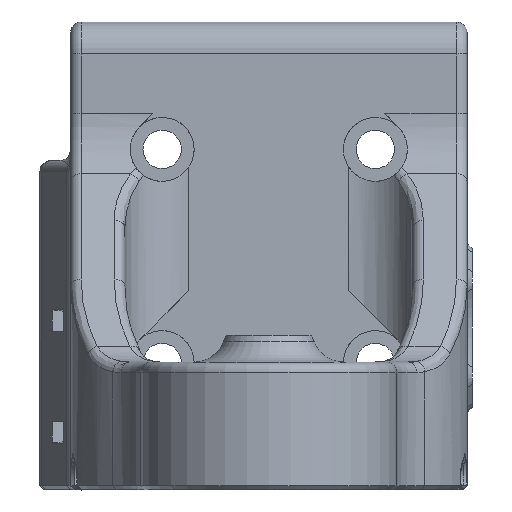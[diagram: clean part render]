
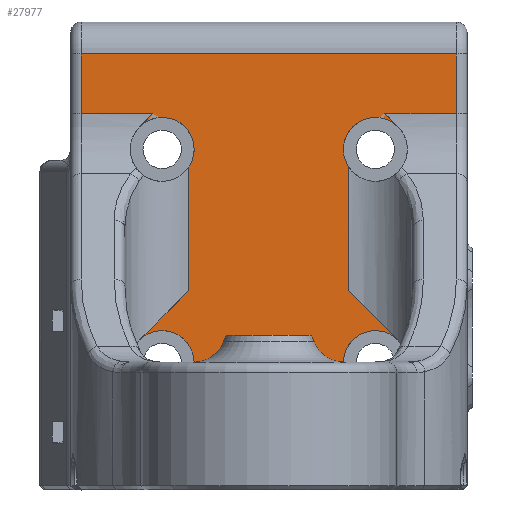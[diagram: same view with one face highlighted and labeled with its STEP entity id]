
A CAD part, front view. The second image highlights one B-rep face of the part: STEP entity #27977.
In plain terms, the highlighted planar face has unit normal (0, -1, 0).
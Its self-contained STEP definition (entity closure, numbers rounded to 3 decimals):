
#1453=CIRCLE('',#29738,3.);
#1457=CIRCLE('',#29745,3.);
#1475=CIRCLE('',#29779,3.);
#1476=CIRCLE('',#29780,3.);
#1477=CIRCLE('',#29781,3.);
#3152=FACE_OUTER_BOUND('',#4880,.T.);
#4880=EDGE_LOOP('',(#18961,#18962,#18963,#18964,#18965,#18966,#18967,#18968,
#18969,#18970,#18971,#18972,#18973,#18974,#18975,#18976,#18977));
#6810=LINE('',#42032,#9057);
#6811=LINE('',#42038,#9058);
#6814=LINE('',#42046,#9061);
#6815=LINE('',#42052,#9062);
#6817=LINE('',#42057,#9064);
#6820=LINE('',#42126,#9067);
#6823=LINE('',#42181,#9070);
#6831=LINE('',#42231,#9078);
#6841=LINE('',#42253,#9088);
#6842=LINE('',#42257,#9089);
#6843=LINE('',#42261,#9090);
#6844=LINE('',#42262,#9091);
#9057=VECTOR('',#32926,10.);
#9058=VECTOR('',#32931,10.);
#9061=VECTOR('',#32938,10.);
#9062=VECTOR('',#32943,10.);
#9064=VECTOR('',#32947,10.);
#9067=VECTOR('',#32962,10.);
#9070=VECTOR('',#32977,10.);
#9078=VECTOR('',#33033,10.);
#9088=VECTOR('',#33055,10.);
#9089=VECTOR('',#33060,10.);
#9090=VECTOR('',#33065,10.);
#9091=VECTOR('',#33066,10.);
#11564=VERTEX_POINT('',#42028);
#11565=VERTEX_POINT('',#42030);
#11566=VERTEX_POINT('',#42034);
#11568=VERTEX_POINT('',#42037);
#11570=VERTEX_POINT('',#42042);
#11571=VERTEX_POINT('',#42044);
#11572=VERTEX_POINT('',#42048);
#11574=VERTEX_POINT('',#42051);
#11575=VERTEX_POINT('',#42055);
#11576=VERTEX_POINT('',#42056);
#11584=VERTEX_POINT('',#42125);
#11592=VERTEX_POINT('',#42180);
#11600=VERTEX_POINT('',#42205);
#11602=VERTEX_POINT('',#42211);
#11612=VERTEX_POINT('',#42252);
#11613=VERTEX_POINT('',#42256);
#11614=VERTEX_POINT('',#42258);
#14328=EDGE_CURVE('',#11565,#11564,#6810,.T.);
#14330=EDGE_CURVE('',#11568,#11566,#6811,.T.);
#14334=EDGE_CURVE('',#11571,#11570,#6814,.T.);
#14336=EDGE_CURVE('',#11574,#11572,#6815,.T.);
#14338=EDGE_CURVE('',#11575,#11576,#6817,.T.);
#14344=EDGE_CURVE('',#11565,#11576,#1453,.T.);
#14350=EDGE_CURVE('',#11564,#11584,#6820,.T.);
#14360=EDGE_CURVE('',#11571,#11584,#1457,.T.);
#14362=EDGE_CURVE('',#11570,#11592,#6823,.T.);
#14386=EDGE_CURVE('',#11600,#11602,#6831,.T.);
#14397=EDGE_CURVE('',#11602,#11612,#6841,.T.);
#14399=EDGE_CURVE('',#11613,#11566,#6842,.T.);
#14400=EDGE_CURVE('',#11613,#11614,#1475,.T.);
#14401=EDGE_CURVE('',#11614,#11574,#1476,.T.);
#14402=EDGE_CURVE('',#11612,#11572,#6843,.T.);
#14403=EDGE_CURVE('',#11592,#11600,#6844,.T.);
#14404=EDGE_CURVE('',#11575,#11568,#1477,.T.);
#18961=ORIENTED_EDGE('',*,*,#14399,.F.);
#18962=ORIENTED_EDGE('',*,*,#14400,.T.);
#18963=ORIENTED_EDGE('',*,*,#14401,.T.);
#18964=ORIENTED_EDGE('',*,*,#14336,.T.);
#18965=ORIENTED_EDGE('',*,*,#14402,.F.);
#18966=ORIENTED_EDGE('',*,*,#14397,.F.);
#18967=ORIENTED_EDGE('',*,*,#14386,.F.);
#18968=ORIENTED_EDGE('',*,*,#14403,.F.);
#18969=ORIENTED_EDGE('',*,*,#14362,.F.);
#18970=ORIENTED_EDGE('',*,*,#14334,.F.);
#18971=ORIENTED_EDGE('',*,*,#14360,.T.);
#18972=ORIENTED_EDGE('',*,*,#14350,.F.);
#18973=ORIENTED_EDGE('',*,*,#14328,.F.);
#18974=ORIENTED_EDGE('',*,*,#14344,.T.);
#18975=ORIENTED_EDGE('',*,*,#14338,.F.);
#18976=ORIENTED_EDGE('',*,*,#14404,.T.);
#18977=ORIENTED_EDGE('',*,*,#14330,.T.);
#27162=PLANE('',#29778);
#27977=ADVANCED_FACE('',(#3152),#27162,.F.);
#29738=AXIS2_PLACEMENT_3D('',#42078,#32955,#32956);
#29745=AXIS2_PLACEMENT_3D('',#42172,#32973,#32974);
#29778=AXIS2_PLACEMENT_3D('',#42255,#33058,#33059);
#29779=AXIS2_PLACEMENT_3D('',#42259,#33061,#33062);
#29780=AXIS2_PLACEMENT_3D('',#42260,#33063,#33064);
#29781=AXIS2_PLACEMENT_3D('',#42263,#33067,#33068);
#32926=DIRECTION('',(0.707,0.,0.707));
#32931=DIRECTION('',(-0.707,0.,0.707));
#32938=DIRECTION('',(0.707,0.,0.707));
#32943=DIRECTION('',(-0.707,0.,0.707));
#32947=DIRECTION('',(-1.,0.,0.));
#32955=DIRECTION('center_axis',(0.,1.,0.));
#32956=DIRECTION('ref_axis',(1.,0.,0.));
#32962=DIRECTION('',(0.,0.,1.));
#32973=DIRECTION('center_axis',(0.,1.,0.));
#32974=DIRECTION('ref_axis',(1.,0.,0.));
#32977=DIRECTION('',(-1.,0.,0.));
#33033=DIRECTION('',(1.,0.,0.));
#33055=DIRECTION('',(0.,0.,-1.));
#33058=DIRECTION('center_axis',(0.,1.,0.));
#33059=DIRECTION('ref_axis',(0.,0.,
1.));
#33060=DIRECTION('',(0.,0.,-1.));
#33061=DIRECTION('center_axis',(0.,1.,0.));
#33062=DIRECTION('ref_axis',(1.,0.,0.));
#33063=DIRECTION('center_axis',(0.,1.,0.));
#33064=DIRECTION('ref_axis',(1.,0.,0.));
#33065=DIRECTION('',(-1.,0.,0.));
#33066=DIRECTION('',(0.,0.,1.));
#33067=DIRECTION('center_axis',(0.,1.,0.));
#33068=DIRECTION('ref_axis',(1.,0.,0.));
#42028=CARTESIAN_POINT('',(69.899,83.19,-335.53));
#42030=CARTESIAN_POINT('',(65.274,83.19,-340.155));
#42032=CARTESIAN_POINT('',(65.274,83.19,-340.155));
#42034=CARTESIAN_POINT('',(84.899,83.19,-335.538));
#42037=CARTESIAN_POINT('',(89.517,83.19,-340.155));
#42038=CARTESIAN_POINT('',(89.517,83.19,-340.155));
#42042=CARTESIAN_POINT('',(66.517,83.19,-318.913));
#42044=CARTESIAN_POINT('',(65.274,83.19,-320.155));
#42046=CARTESIAN_POINT('',(65.274,83.19,-320.155));
#42048=CARTESIAN_POINT('',(88.274,83.19,-318.913));
#42051=CARTESIAN_POINT('',(89.517,83.19,-320.155));
#42052=CARTESIAN_POINT('',(89.517,83.19,-320.155));
#42055=CARTESIAN_POINT('',(84.395,83.19,-342.277));
#42056=CARTESIAN_POINT('',(70.395,83.19,-342.277));
#42057=CARTESIAN_POINT('',(68.397,83.19,-342.277));
#42078=CARTESIAN_POINT('Origin',(67.395,83.19,-342.277));
#42125=CARTESIAN_POINT('',(69.899,83.19,-323.929));
#42126=CARTESIAN_POINT('',(69.899,83.19,-315.977));
#42172=CARTESIAN_POINT('Origin',(67.395,83.19,-322.277));
#42180=CARTESIAN_POINT('',(59.799,83.19,-318.913));
#42181=CARTESIAN_POINT('',(59.395,83.19,-318.913));
#42205=CARTESIAN_POINT('',(59.799,83.19,-313.327));
#42211=CARTESIAN_POINT('',(94.999,83.19,-313.327));
#42231=CARTESIAN_POINT('',(67.671,83.19,-313.327));
#42252=CARTESIAN_POINT('',(94.999,83.19,-318.913));
#42253=CARTESIAN_POINT('',(94.999,83.19,-335.927));
#42255=CARTESIAN_POINT('Origin',(59.395,83.19,-319.627));
#42256=CARTESIAN_POINT('',(84.899,83.19,-323.941));
#42257=CARTESIAN_POINT('',(84.899,83.19,-315.977));
#42258=CARTESIAN_POINT('',(84.395,83.19,-322.277));
#42259=CARTESIAN_POINT('Origin',(87.395,83.19,-322.277));
#42260=CARTESIAN_POINT('Origin',(87.395,83.19,-322.277));
#42261=CARTESIAN_POINT('',(59.395,83.19,-318.913));
#42262=CARTESIAN_POINT('',(59.799,83.19,-335.927));
#42263=CARTESIAN_POINT('Origin',(87.395,83.19,-342.277));
